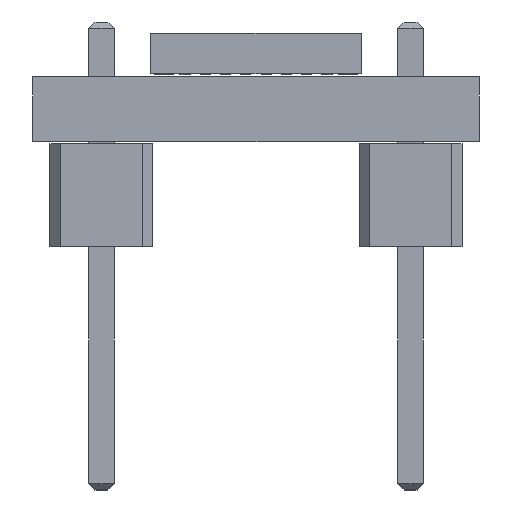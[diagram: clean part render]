
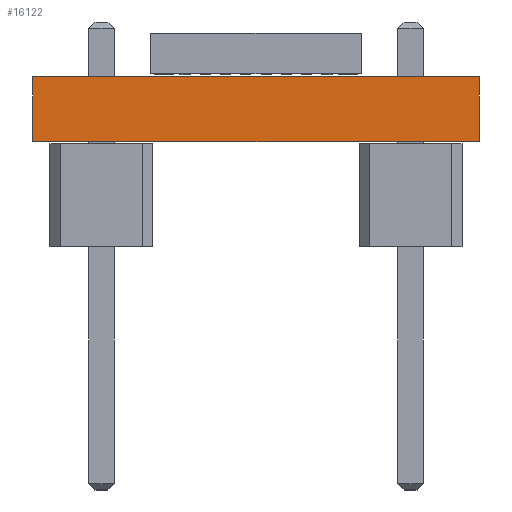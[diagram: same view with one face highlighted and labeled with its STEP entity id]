
A CAD part, left-side view. The second image highlights one B-rep face of the part: STEP entity #16122.
In plain terms, the highlighted planar face has unit normal (-1, 0, 0).
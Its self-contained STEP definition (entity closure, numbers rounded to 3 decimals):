
#15941 = PLANE('',#15942);
#15942 = AXIS2_PLACEMENT_3D('',#15943,#15944,#15945);
#15943 = CARTESIAN_POINT('',(18.,-11.,0.));
#15944 = DIRECTION('',(0.,-1.,0.));
#15945 = DIRECTION('',(-1.,0.,0.));
#15966 = VERTEX_POINT('',#15967);
#15967 = CARTESIAN_POINT('',(0.,-11.,1.6));
#15981 = PLANE('',#15982);
#15982 = AXIS2_PLACEMENT_3D('',#15983,#15984,#15985);
#15983 = CARTESIAN_POINT('',(9.,-5.5,1.6));
#15984 = DIRECTION('',(-0.,-0.,-1.));
#15985 = DIRECTION('',(-1.,0.,0.));
#15993 = EDGE_CURVE('',#15994,#15966,#15996,.T.);
#15994 = VERTEX_POINT('',#15995);
#15995 = CARTESIAN_POINT('',(0.,-11.,0.));
#15996 = SURFACE_CURVE('',#15997,(#16001,#16008),.PCURVE_S1.);
#15997 = LINE('',#15998,#15999);
#15998 = CARTESIAN_POINT('',(0.,-11.,0.));
#15999 = VECTOR('',#16000,1.);
#16000 = DIRECTION('',(0.,0.,1.));
#16001 = PCURVE('',#15941,#16002);
#16002 = DEFINITIONAL_REPRESENTATION('',(#16003),#16007);
#16003 = LINE('',#16004,#16005);
#16004 = CARTESIAN_POINT('',(18.,0.));
#16005 = VECTOR('',#16006,1.);
#16006 = DIRECTION('',(0.,-1.));
#16007 = ( GEOMETRIC_REPRESENTATION_CONTEXT(2) 
PARAMETRIC_REPRESENTATION_CONTEXT() REPRESENTATION_CONTEXT('2D SPACE',''
  ) );
#16008 = PCURVE('',#16009,#16014);
#16009 = PLANE('',#16010);
#16010 = AXIS2_PLACEMENT_3D('',#16011,#16012,#16013);
#16011 = CARTESIAN_POINT('',(0.,-11.,0.));
#16012 = DIRECTION('',(-1.,0.,0.));
#16013 = DIRECTION('',(0.,1.,0.));
#16014 = DEFINITIONAL_REPRESENTATION('',(#16015),#16019);
#16015 = LINE('',#16016,#16017);
#16016 = CARTESIAN_POINT('',(0.,0.));
#16017 = VECTOR('',#16018,1.);
#16018 = DIRECTION('',(0.,-1.));
#16019 = ( GEOMETRIC_REPRESENTATION_CONTEXT(2) 
PARAMETRIC_REPRESENTATION_CONTEXT() REPRESENTATION_CONTEXT('2D SPACE',''
  ) );
#16035 = PLANE('',#16036);
#16036 = AXIS2_PLACEMENT_3D('',#16037,#16038,#16039);
#16037 = CARTESIAN_POINT('',(9.,-5.5,0.));
#16038 = DIRECTION('',(-0.,-0.,-1.));
#16039 = DIRECTION('',(-1.,0.,0.));
#16068 = PLANE('',#16069);
#16069 = AXIS2_PLACEMENT_3D('',#16070,#16071,#16072);
#16070 = CARTESIAN_POINT('',(0.,0.,0.));
#16071 = DIRECTION('',(0.,1.,0.));
#16072 = DIRECTION('',(1.,0.,0.));
#16122 = ADVANCED_FACE('',(#16123),#16009,.T.);
#16123 = FACE_BOUND('',#16124,.T.);
#16124 = EDGE_LOOP('',(#16125,#16126,#16149,#16172));
#16125 = ORIENTED_EDGE('',*,*,#15993,.T.);
#16126 = ORIENTED_EDGE('',*,*,#16127,.T.);
#16127 = EDGE_CURVE('',#15966,#16128,#16130,.T.);
#16128 = VERTEX_POINT('',#16129);
#16129 = CARTESIAN_POINT('',(0.,0.,1.6));
#16130 = SURFACE_CURVE('',#16131,(#16135,#16142),.PCURVE_S1.);
#16131 = LINE('',#16132,#16133);
#16132 = CARTESIAN_POINT('',(0.,-11.,1.6));
#16133 = VECTOR('',#16134,1.);
#16134 = DIRECTION('',(0.,1.,0.));
#16135 = PCURVE('',#16009,#16136);
#16136 = DEFINITIONAL_REPRESENTATION('',(#16137),#16141);
#16137 = LINE('',#16138,#16139);
#16138 = CARTESIAN_POINT('',(0.,-1.6));
#16139 = VECTOR('',#16140,1.);
#16140 = DIRECTION('',(1.,0.));
#16141 = ( GEOMETRIC_REPRESENTATION_CONTEXT(2) 
PARAMETRIC_REPRESENTATION_CONTEXT() REPRESENTATION_CONTEXT('2D SPACE',''
  ) );
#16142 = PCURVE('',#15981,#16143);
#16143 = DEFINITIONAL_REPRESENTATION('',(#16144),#16148);
#16144 = LINE('',#16145,#16146);
#16145 = CARTESIAN_POINT('',(9.,-5.5));
#16146 = VECTOR('',#16147,1.);
#16147 = DIRECTION('',(0.,1.));
#16148 = ( GEOMETRIC_REPRESENTATION_CONTEXT(2) 
PARAMETRIC_REPRESENTATION_CONTEXT() REPRESENTATION_CONTEXT('2D SPACE',''
  ) );
#16149 = ORIENTED_EDGE('',*,*,#16150,.F.);
#16150 = EDGE_CURVE('',#16151,#16128,#16153,.T.);
#16151 = VERTEX_POINT('',#16152);
#16152 = CARTESIAN_POINT('',(0.,-0.,0.));
#16153 = SURFACE_CURVE('',#16154,(#16158,#16165),.PCURVE_S1.);
#16154 = LINE('',#16155,#16156);
#16155 = CARTESIAN_POINT('',(0.,-0.,0.));
#16156 = VECTOR('',#16157,1.);
#16157 = DIRECTION('',(0.,0.,1.));
#16158 = PCURVE('',#16009,#16159);
#16159 = DEFINITIONAL_REPRESENTATION('',(#16160),#16164);
#16160 = LINE('',#16161,#16162);
#16161 = CARTESIAN_POINT('',(11.,0.));
#16162 = VECTOR('',#16163,1.);
#16163 = DIRECTION('',(0.,-1.));
#16164 = ( GEOMETRIC_REPRESENTATION_CONTEXT(2) 
PARAMETRIC_REPRESENTATION_CONTEXT() REPRESENTATION_CONTEXT('2D SPACE',''
  ) );
#16165 = PCURVE('',#16068,#16166);
#16166 = DEFINITIONAL_REPRESENTATION('',(#16167),#16171);
#16167 = LINE('',#16168,#16169);
#16168 = CARTESIAN_POINT('',(0.,0.));
#16169 = VECTOR('',#16170,1.);
#16170 = DIRECTION('',(0.,-1.));
#16171 = ( GEOMETRIC_REPRESENTATION_CONTEXT(2) 
PARAMETRIC_REPRESENTATION_CONTEXT() REPRESENTATION_CONTEXT('2D SPACE',''
  ) );
#16172 = ORIENTED_EDGE('',*,*,#16173,.F.);
#16173 = EDGE_CURVE('',#15994,#16151,#16174,.T.);
#16174 = SURFACE_CURVE('',#16175,(#16179,#16186),.PCURVE_S1.);
#16175 = LINE('',#16176,#16177);
#16176 = CARTESIAN_POINT('',(0.,-11.,0.));
#16177 = VECTOR('',#16178,1.);
#16178 = DIRECTION('',(0.,1.,0.));
#16179 = PCURVE('',#16009,#16180);
#16180 = DEFINITIONAL_REPRESENTATION('',(#16181),#16185);
#16181 = LINE('',#16182,#16183);
#16182 = CARTESIAN_POINT('',(0.,0.));
#16183 = VECTOR('',#16184,1.);
#16184 = DIRECTION('',(1.,0.));
#16185 = ( GEOMETRIC_REPRESENTATION_CONTEXT(2) 
PARAMETRIC_REPRESENTATION_CONTEXT() REPRESENTATION_CONTEXT('2D SPACE',''
  ) );
#16186 = PCURVE('',#16035,#16187);
#16187 = DEFINITIONAL_REPRESENTATION('',(#16188),#16192);
#16188 = LINE('',#16189,#16190);
#16189 = CARTESIAN_POINT('',(9.,-5.5));
#16190 = VECTOR('',#16191,1.);
#16191 = DIRECTION('',(0.,1.));
#16192 = ( GEOMETRIC_REPRESENTATION_CONTEXT(2) 
PARAMETRIC_REPRESENTATION_CONTEXT() REPRESENTATION_CONTEXT('2D SPACE',''
  ) );
